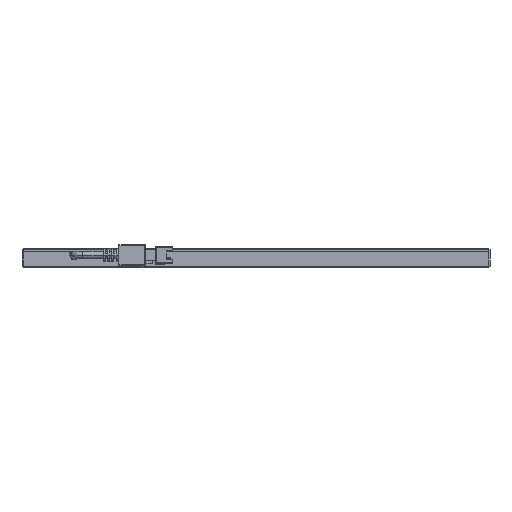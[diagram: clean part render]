
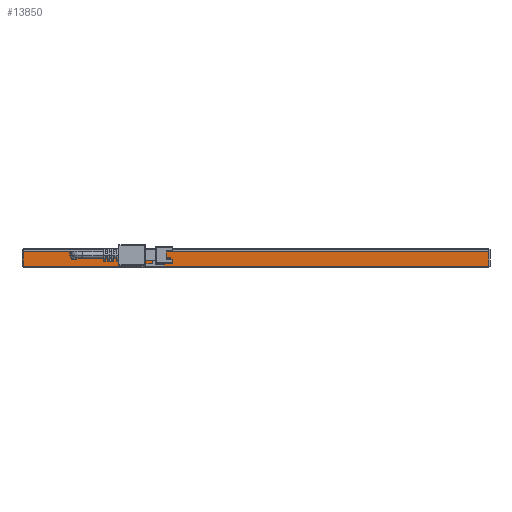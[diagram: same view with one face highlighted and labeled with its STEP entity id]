
A CAD part, front view. The second image highlights one B-rep face of the part: STEP entity #13850.
In plain terms, the highlighted planar face has unit normal (0, -1, 0).
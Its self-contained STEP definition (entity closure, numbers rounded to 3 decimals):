
#542 = VERTEX_POINT ( 'NONE', #26763 ) ;
#787 = ORIENTED_EDGE ( 'NONE', *, *, #15966, .F. ) ;
#1145 = EDGE_CURVE ( 'NONE', #14072, #35317, #10172, .T. ) ;
#1767 = DIRECTION ( 'NONE',  ( 0., -1., 0. ) ) ;
#2056 = VERTEX_POINT ( 'NONE', #19379 ) ;
#3594 = AXIS2_PLACEMENT_3D ( 'NONE', #12998, #47316, #24597 ) ;
#3914 = EDGE_CURVE ( 'NONE', #2056, #14072, #31882, .T. ) ;
#4304 = CARTESIAN_POINT ( 'NONE',  ( 113.823, -81.807, 3.75 ) ) ;
#4369 = DIRECTION ( 'NONE',  ( 1., 0., 0. ) ) ;
#4385 = ORIENTED_EDGE ( 'NONE', *, *, #23152, .F. ) ;
#4985 = CARTESIAN_POINT ( 'NONE',  ( -86.827, -81.807, 2.1 ) ) ;
#6054 = ORIENTED_EDGE ( 'NONE', *, *, #20715, .F. ) ;
#6129 = VECTOR ( 'NONE', #38695, 1000. ) ;
#6536 = CARTESIAN_POINT ( 'NONE',  ( 113.823, -81.807, -3.25 ) ) ;
#6601 = EDGE_CURVE ( 'NONE', #542, #24778, #37917, .T. ) ;
#8598 = VECTOR ( 'NONE', #31926, 1000. ) ;
#9808 = LINE ( 'NONE', #32280, #8598 ) ;
#10172 = LINE ( 'NONE', #32612, #27587 ) ;
#12998 = CARTESIAN_POINT ( 'NONE',  ( -84.677, -81.807, 2.1 ) ) ;
#13833 = VECTOR ( 'NONE', #49658, 1000. ) ;
#13850 = ADVANCED_FACE ( 'NONE', ( #37228 ), #36699, .F. ) ;
#14072 = VERTEX_POINT ( 'NONE', #23898 ) ;
#14988 = CARTESIAN_POINT ( 'NONE',  ( 2.323, -81.807, 3.75 ) ) ;
#15376 = ORIENTED_EDGE ( 'NONE', *, *, #15420, .F. ) ;
#15420 = EDGE_CURVE ( 'NONE', #21601, #542, #27897, .T. ) ;
#15966 = EDGE_CURVE ( 'NONE', #46694, #2056, #16395, .T. ) ;
#16067 = AXIS2_PLACEMENT_3D ( 'NONE', #33336, #29076, #29248 ) ;
#16395 = LINE ( 'NONE', #38379, #6129 ) ;
#17629 = EDGE_LOOP ( 'NONE', ( #6054, #25318, #28155, #787, #20486, #48263, #4385, #28371, #15376 ) ) ;
#19379 = CARTESIAN_POINT ( 'NONE',  ( -109.177, -81.807, 3.75 ) ) ;
#20486 = ORIENTED_EDGE ( 'NONE', *, *, #28370, .T. ) ;
#20715 = EDGE_CURVE ( 'NONE', #35317, #21601, #41212, .T. ) ;
#20933 = CARTESIAN_POINT ( 'NONE',  ( -84.677, -81.807, 2.1 ) ) ;
#21157 = VERTEX_POINT ( 'NONE', #6536 ) ;
#21601 = VERTEX_POINT ( 'NONE', #37287 ) ;
#23152 = EDGE_CURVE ( 'NONE', #24778, #25720, #9808, .T. ) ;
#23898 = CARTESIAN_POINT ( 'NONE',  ( -86.827, -81.807, 3.75 ) ) ;
#24597 = DIRECTION ( 'NONE',  ( 0., 0., -1. ) ) ;
#24676 = VECTOR ( 'NONE', #4369, 1000. ) ;
#24742 = LINE ( 'NONE', #4304, #41032 ) ;
#24778 = VERTEX_POINT ( 'NONE', #44266 ) ;
#24815 = DIRECTION ( 'NONE',  ( 0., 0., -1. ) ) ;
#24986 = CARTESIAN_POINT ( 'NONE',  ( -82.527, -81.807, 3.75 ) ) ;
#25318 = ORIENTED_EDGE ( 'NONE', *, *, #1145, .F. ) ;
#25720 = VERTEX_POINT ( 'NONE', #28804 ) ;
#26763 = CARTESIAN_POINT ( 'NONE',  ( -82.527, -81.807, 2.1 ) ) ;
#27587 = VECTOR ( 'NONE', #47901, 1000. ) ;
#27897 = CIRCLE ( 'NONE', #3594, 2.15 ) ;
#28155 = ORIENTED_EDGE ( 'NONE', *, *, #3914, .F. ) ;
#28370 = EDGE_CURVE ( 'NONE', #46694, #21157, #36145, .T. ) ;
#28371 = ORIENTED_EDGE ( 'NONE', *, *, #6601, .F. ) ;
#28804 = CARTESIAN_POINT ( 'NONE',  ( 113.823, -81.807, 3.75 ) ) ;
#29076 = DIRECTION ( 'NONE',  ( 0., 1., 0. ) ) ;
#29248 = DIRECTION ( 'NONE',  ( 0., 0., 1. ) ) ;
#31277 = VECTOR ( 'NONE', #47706, 1000. ) ;
#31882 = LINE ( 'NONE', #14988, #13833 ) ;
#31926 = DIRECTION ( 'NONE',  ( 1., 0., 0. ) ) ;
#32280 = CARTESIAN_POINT ( 'NONE',  ( 2.323, -81.807, 3.75 ) ) ;
#32612 = CARTESIAN_POINT ( 'NONE',  ( -86.827, -81.807, 3.75 ) ) ;
#33336 = CARTESIAN_POINT ( 'NONE',  ( 114.323, -81.807, 3.75 ) ) ;
#34941 = DIRECTION ( 'NONE',  ( 0., 0., -1. ) ) ;
#35317 = VERTEX_POINT ( 'NONE', #4985 ) ;
#36145 = LINE ( 'NONE', #38395, #24676 ) ;
#36615 = CARTESIAN_POINT ( 'NONE',  ( -109.177, -81.807, -3.25 ) ) ;
#36699 = PLANE ( 'NONE',  #16067 ) ;
#37228 = FACE_OUTER_BOUND ( 'NONE', #17629, .T. ) ;
#37287 = CARTESIAN_POINT ( 'NONE',  ( -84.677, -81.807, -0.05 ) ) ;
#37917 = LINE ( 'NONE', #24986, #31277 ) ;
#38379 = CARTESIAN_POINT ( 'NONE',  ( -109.177, -81.807, 3.75 ) ) ;
#38395 = CARTESIAN_POINT ( 'NONE',  ( 114.323, -81.807, -3.25 ) ) ;
#38695 = DIRECTION ( 'NONE',  ( 0., 0., 1. ) ) ;
#41032 = VECTOR ( 'NONE', #34941, 1000. ) ;
#41212 = CIRCLE ( 'NONE', #47469, 2.15 ) ;
#42427 = EDGE_CURVE ( 'NONE', #25720, #21157, #24742, .T. ) ;
#44266 = CARTESIAN_POINT ( 'NONE',  ( -82.527, -81.807, 3.75 ) ) ;
#46694 = VERTEX_POINT ( 'NONE', #36615 ) ;
#47316 = DIRECTION ( 'NONE',  ( 0., -1., 0. ) ) ;
#47469 = AXIS2_PLACEMENT_3D ( 'NONE', #20933, #1767, #24815 ) ;
#47706 = DIRECTION ( 'NONE',  ( 0., 0., 1. ) ) ;
#47901 = DIRECTION ( 'NONE',  ( 0., 0., -1. ) ) ;
#48263 = ORIENTED_EDGE ( 'NONE', *, *, #42427, .F. ) ;
#49658 = DIRECTION ( 'NONE',  ( 1., 0., 0. ) ) ;
